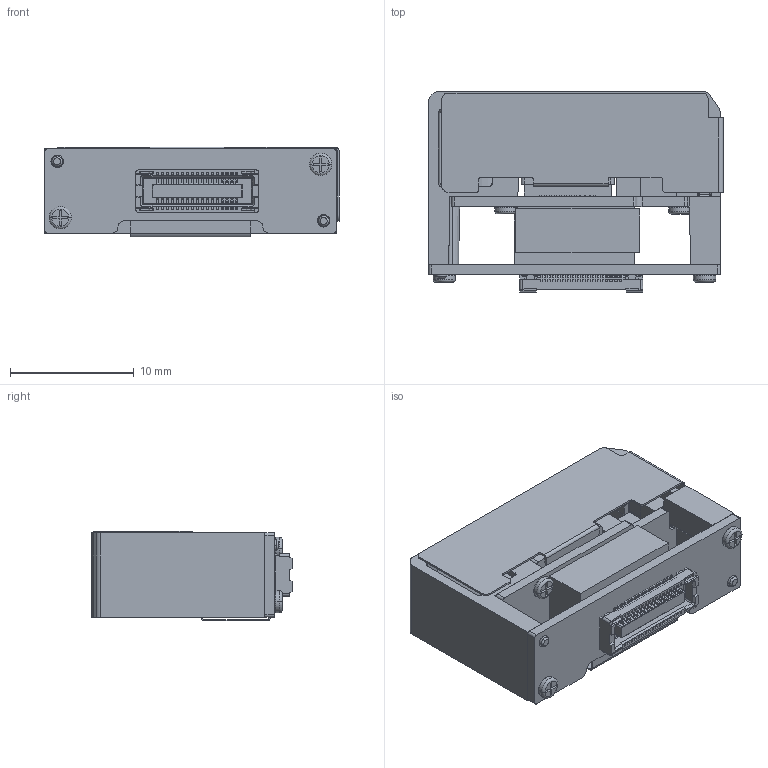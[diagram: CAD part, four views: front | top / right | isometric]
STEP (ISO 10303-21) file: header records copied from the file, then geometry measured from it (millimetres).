
FILE_DESCRIPTION((''),'2;1');
FILE_NAME('000_L3_MD_ASM_ASM','2020-08-25T14:15:48',('fangguihua'),(''),'CREO PARAMETRIC BY PTC INC, 2017260','CREO PARAMETRIC BY PTC INC, 2017260','');
FILE_SCHEMA(('AUTOMOTIVE_DESIGN { 1 0 10303 214 1 1 1 1 }'));
Products named in the file (37): DE-12-000520; DE-12-000584; DE-19-000365; DE-12-000585; DE-12-000521_ASM; DE-19-000414; 00_L3_FRAME_ASM; L3-2_CAMERA_PCB_AF0; DF37NB-24DS-0_4V_AF0; ASM0002_ASM_ASM_ASM_ASM_ASM_ASM; PCB; DF37-24DP-160980; DF37-24DP-161330_ASM_ASM_ASM_ASM; P1; DF37B-24DP-0_4V_ASM_ASM_ASM_ASM; HY3021-20180413__1_1_1_1_1; ASM0001_ASM_ASM_ASM; ASM0001_ASM_ASM; LH-HK-OV9282-V2_0_ASM_ASM_ASM_ASM; LH-HK-OV9282-V2_0_20190614_ASM; PRT0002_1; _MODEL1_ASM_ASM_ASM_ASM; YX1005-101CY20_03_05NEW_ASM_ASM_ASM; PRT0001_1; YX1005-101_ASM_ASM_ASM; YX1005_ASM_ASM; _20200304_ASM_ASM; YX1005_00_ASM; 0_L3-2_CAMERA_PCB_ASM; L3-2-PCB-FPC-2; L3-2_BTB_PCB_AF0; 513383474; 0_L3-2_BTB_PCB_ASM; 00_L3-2_STACKING_ASM; DE-11-006693; SC-PA1X3_5-BNI; 000_L3_MD_ASM_ASM
Assembly tree (39 placements, depth 10):
  000_L3_MD_ASM_ASM
    00_L3_FRAME_ASM
      DE-12-000521_ASM
        DE-12-000520
        DE-12-000584
        DE-19-000365
        DE-12-000585
      DE-19-000414
    00_L3-2_STACKING_ASM
      0_L3-2_CAMERA_PCB_ASM
        L3-2_CAMERA_PCB_AF0
        DF37NB-24DS-0_4V_AF0
        LH-HK-OV9282-V2_0_20190614_ASM
          LH-HK-OV9282-V2_0_ASM_ASM_ASM_ASM
            ASM0001_ASM_ASM
              ASM0001_ASM_ASM_ASM
                ASM0002_ASM_ASM_ASM_ASM_ASM_ASM
                PCB
                DF37B-24DP-0_4V_ASM_ASM_ASM_ASM
                  DF37-24DP-161330_ASM_ASM_ASM_ASM
                  P1
                HY3021-20180413__1_1_1_1_1
        YX1005_00_ASM
          _20200304_ASM_ASM
            YX1005_ASM_ASM
              YX1005-101_ASM_ASM_ASM
                YX1005-101CY20_03_05NEW_ASM_ASM_ASM
                  _MODEL1_ASM_ASM_ASM_ASM
                PRT0001_1
      L3-2-PCB-FPC-2
      0_L3-2_BTB_PCB_ASM
        L3-2_BTB_PCB_AF0
        513383474
    DE-11-006693
    SC-PA1X3_5-BNI  x4
Bounding box: 23.75 x 16.14 x 7.25 mm (x, y, z)
Volume: 1529.9 mm3; surface area: 4006.1 mm2
Topology: 20 solids, 24 shells, 5137 faces, 14396 edges, 9328 vertices
Faces by surface type: plane 4053, cylinder 691, cone 225, torus 130, bspline 29, sphere 4, revolution 4, extrusion 1
Entity records: 191858 total; most frequent: CARTESIAN_POINT 44862, ORIENTED_EDGE 28368, DIRECTION 25018, EDGE_CURVE 14186, VECTOR 11762, LINE 11761, VERTEX_POINT 9199, AXIS2_PLACEMENT_3D 6626
